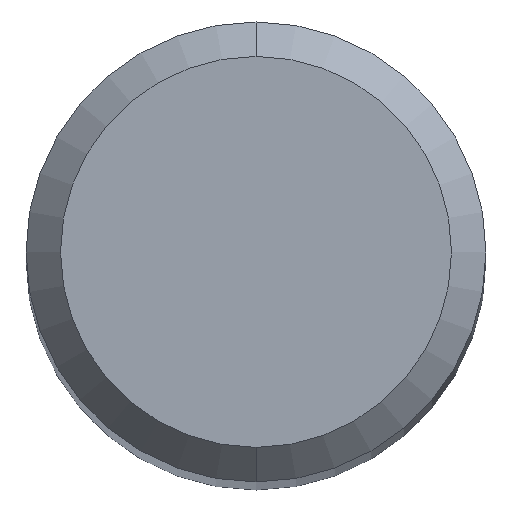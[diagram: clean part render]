
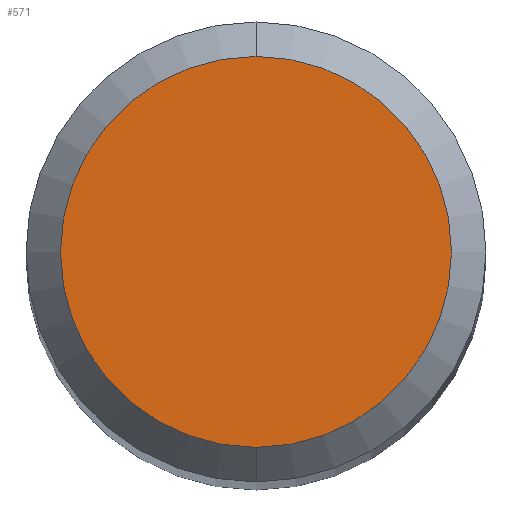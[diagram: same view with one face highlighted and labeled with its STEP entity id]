
A CAD part, top view. The second image highlights one B-rep face of the part: STEP entity #571.
In plain terms, the highlighted planar face has unit normal (0, 0, 1).
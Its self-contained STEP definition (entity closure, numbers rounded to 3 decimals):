
#543=VERTEX_POINT('',#1406);
#571=ADVANCED_FACE('',(#1436),#1437,.T.);
#849=VERTEX_POINT('',#1739);
#881=EDGE_CURVE('',#543,#849,#1774,.T.);
#1027=EDGE_CURVE('',#849,#543,#1930,.T.);
#1406=CARTESIAN_POINT('',(0.0,1.7,0.0));
#1436=FACE_OUTER_BOUND('',#2830,.T.);
#1437=PLANE('',#2831);
#1739=CARTESIAN_POINT('',(0.,-1.7,0.0));
#1774=CIRCLE('',#4386,1.7);
#1930=CIRCLE('',#4872,1.7);
#2830=EDGE_LOOP('',(#6202,#6203));
#2831=AXIS2_PLACEMENT_3D('',#6204,#6205,#6206);
#4386=AXIS2_PLACEMENT_3D('',#6560,#6561,#6562);
#4872=AXIS2_PLACEMENT_3D('',#6702,#6703,#6704);
#6202=ORIENTED_EDGE('',*,*,#881,.F.);
#6203=ORIENTED_EDGE('',*,*,#1027,.F.);
#6204=CARTESIAN_POINT('',(0.0,0.85,0.0));
#6205=DIRECTION('',(-0.0,0.0,1.0));
#6206=DIRECTION('',(0.0,-1.0,0.0));
#6560=CARTESIAN_POINT('',(0.0,0.0,0.0));
#6561=DIRECTION('',(0.0,0.0,-1.0));
#6562=DIRECTION('',(0.0,1.0,0.0));
#6702=CARTESIAN_POINT('',(0.0,0.0,0.0));
#6703=DIRECTION('',(0.0,0.0,-1.0));
#6704=DIRECTION('',(0.0,1.0,0.0));
